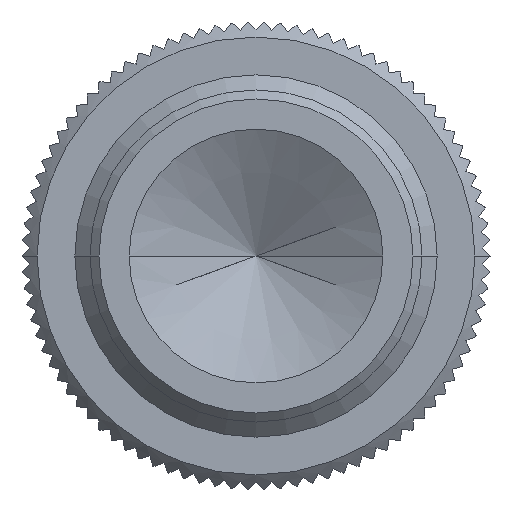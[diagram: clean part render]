
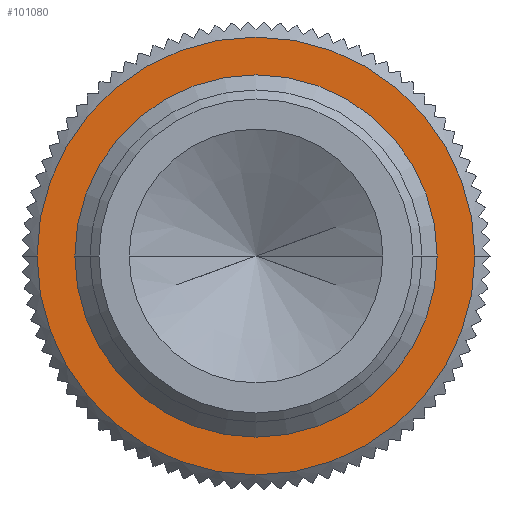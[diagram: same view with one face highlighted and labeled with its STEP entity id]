
A CAD part, front view. The second image highlights one B-rep face of the part: STEP entity #101080.
In plain terms, the highlighted planar face has unit normal (0, -1, 0).
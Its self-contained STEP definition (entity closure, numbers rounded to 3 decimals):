
#70010=CARTESIAN_POINT('',(-171.945,51.037,
-69.35));
#70020=VERTEX_POINT('',#70010);
#71480=CARTESIAN_POINT('',(-186.445,51.037,
-69.35));
#71490=VERTEX_POINT('',#71480);
#71520=CARTESIAN_POINT('',(-179.195,51.037,
-69.35));
#71530=DIRECTION('',(0.,1.,0.));
#71540=DIRECTION('',(1.,0.,0.));
#71550=AXIS2_PLACEMENT_3D('',#71520,#71530,#71540);
#71560=CIRCLE('',#71550,7.25);
#71570=EDGE_CURVE('',#70020,#71490,#71560,.T.);
#100830=CARTESIAN_POINT('',(-172.32,51.037,
-69.35));
#100840=DIRECTION('',(-0.,-1.,-0.));
#100850=DIRECTION('',(-1.,0.,0.));
#100860=AXIS2_PLACEMENT_3D('',#100830,#100840,#100850);
#100870=PLANE('',#100860);
#100880=CARTESIAN_POINT('',(-179.195,51.037,
-69.35));
#100890=DIRECTION('',(0.,-1.,0.));
#100900=DIRECTION('',(1.,0.,0.));
#100910=AXIS2_PLACEMENT_3D('',#100880,#100890,#100900);
#100920=CIRCLE('',#100910,5.8);
#100930=CARTESIAN_POINT('',(-173.395,51.037,
-69.35));
#100940=VERTEX_POINT('',#100930);
#100950=CARTESIAN_POINT('',(-184.995,51.037,
-69.35));
#100960=VERTEX_POINT('',#100950);
#100970=EDGE_CURVE('',#100940,#100960,#100920,.T.);
#100980=ORIENTED_EDGE('',*,*,#100970,.F.);
#100990=EDGE_CURVE('',#100960,#100940,#100920,.T.);
#101000=ORIENTED_EDGE('',*,*,#100990,.F.);
#101010=EDGE_LOOP('',(#101000,#100980));
#101020=FACE_BOUND('',#101010,.T.);
#101030=EDGE_CURVE('',#71490,#70020,#71560,.T.);
#101040=ORIENTED_EDGE('',*,*,#101030,.F.);
#101050=ORIENTED_EDGE('',*,*,#71570,.F.);
#101060=EDGE_LOOP('',(#101050,#101040));
#101070=FACE_OUTER_BOUND('',#101060,.T.);
#101080=ADVANCED_FACE('',(#101020,#101070),#100870,.T.);
